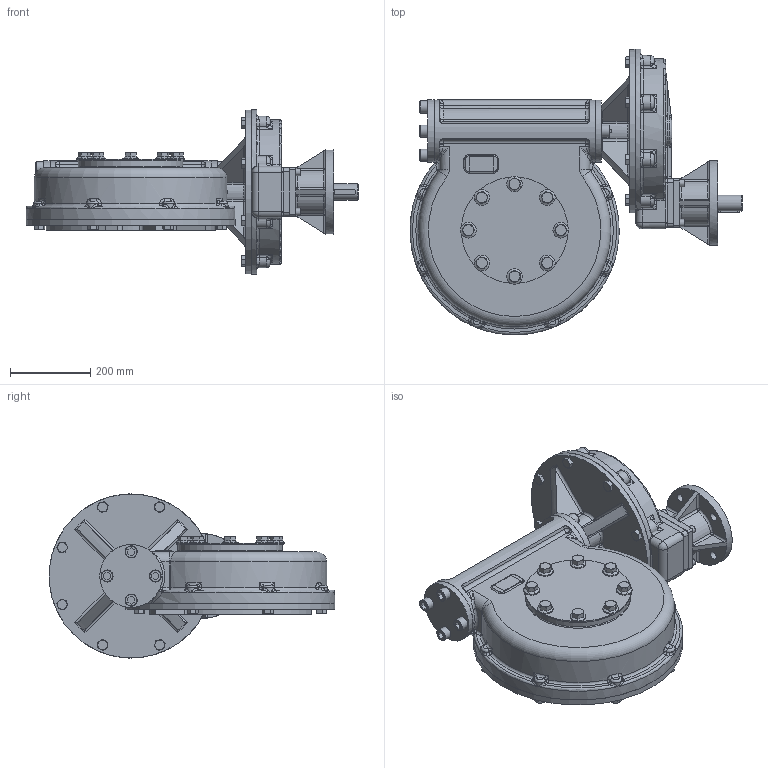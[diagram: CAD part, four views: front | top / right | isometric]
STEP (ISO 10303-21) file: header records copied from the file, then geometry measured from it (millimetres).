
FILE_DESCRIPTION(/* description */ ('Unknown'),/* implementation_level */ '2;1');
FILE_NAME(/* name */ 'PUB-MTW8IRL-F16-F30',/* time_stamp */ '2015-12-09T14:13:34+00:00',/* author */ ('Unknown'),/* organization */ ('Unknown'),/* preprocessor_version */ 'ST-DEVELOPER v16',/* originating_system */ 'DEX',/* authorisation */ $);
FILE_SCHEMA (('AUTOMOTIVE_DESIGN {1 0 10303 214 3 1 1}'));
Products named in the file (1): PUB-MTW8IRL-F16-F30
Bounding box: 825.44 x 710.38 x 408 mm (x, y, z)
Surface area: 1660322.4 mm2 (no closed solid volume)
Topology: 0 solids, 47 shells, 1141 faces, 2913 edges, 1698 vertices
Faces by surface type: plane 363, cylinder 257, cone 179, bspline 137, torus 134, sphere 71
Full cylindrical faces by diameter (mm): 16.5 x8, 17.294 x8, 18 x4, 20.5 x4, 30 x5, 39 x8, 40 x1, 130 x1, 155 x1, 195 x1, 210 x1, 260 x1, 265 x1, 408 x1, 440 x1, 520 x1
Entity records: 59088 total; most frequent: CARTESIAN_POINT 31307, DIRECTION 5135, ORIENTED_EDGE 4999, EDGE_CURVE 2680, AXIS2_PLACEMENT_3D 2167, VERTEX_POINT 1659, FACE_BOUND 1337, EDGE_LOOP 1329
